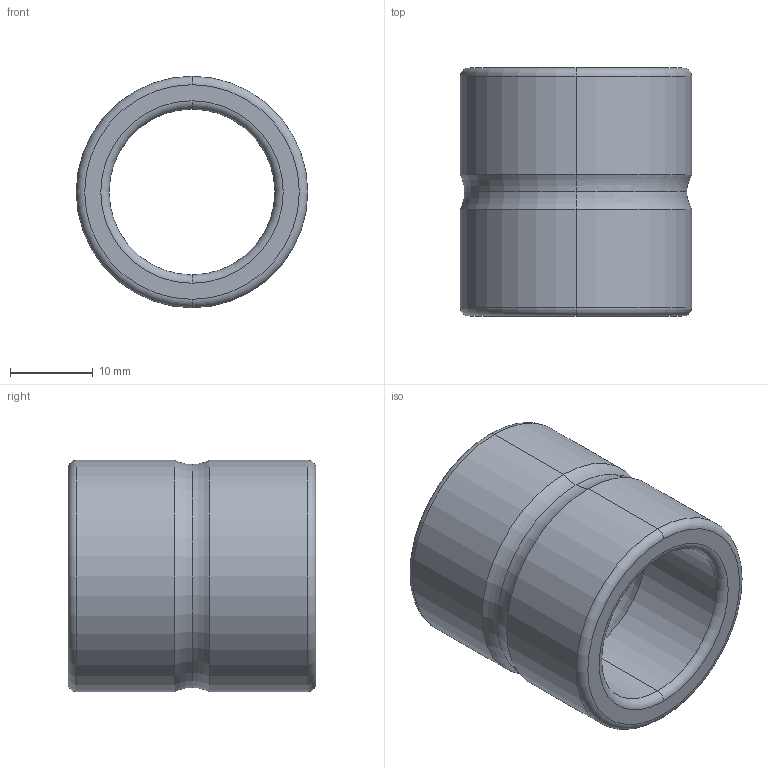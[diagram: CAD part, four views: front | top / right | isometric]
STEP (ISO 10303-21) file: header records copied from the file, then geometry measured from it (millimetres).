
FILE_DESCRIPTION (( 'STEP AP214' ), '1' );
FILE_NAME ('L20TWM.STEP', '2015-07-23T19:22:11', ( 'Patrick' ), ( '' ), 'SwSTEP 2.0', 'SolidWorks 2013', '' );
FILE_SCHEMA (( 'AUTOMOTIVE_DESIGN' ));
Length unit declared in the file: millimetre
Products named in the file (1): L20TWM
Bounding box: 28 x 30 x 28 mm (x, y, z)
Volume: 8695.8 mm3; surface area: 5038.3 mm2
Topology: 1 solids, 1 shells, 26 faces, 55 edges, 30 vertices
Faces by surface type: torus 14, cylinder 10, plane 2
Entity records: 834 total; most frequent: CARTESIAN_POINT 212, DIRECTION 146, ORIENTED_EDGE 110, AXIS2_PLACEMENT_3D 68, EDGE_CURVE 55, CIRCLE 41, VERTEX_POINT 30, EDGE_LOOP 29
